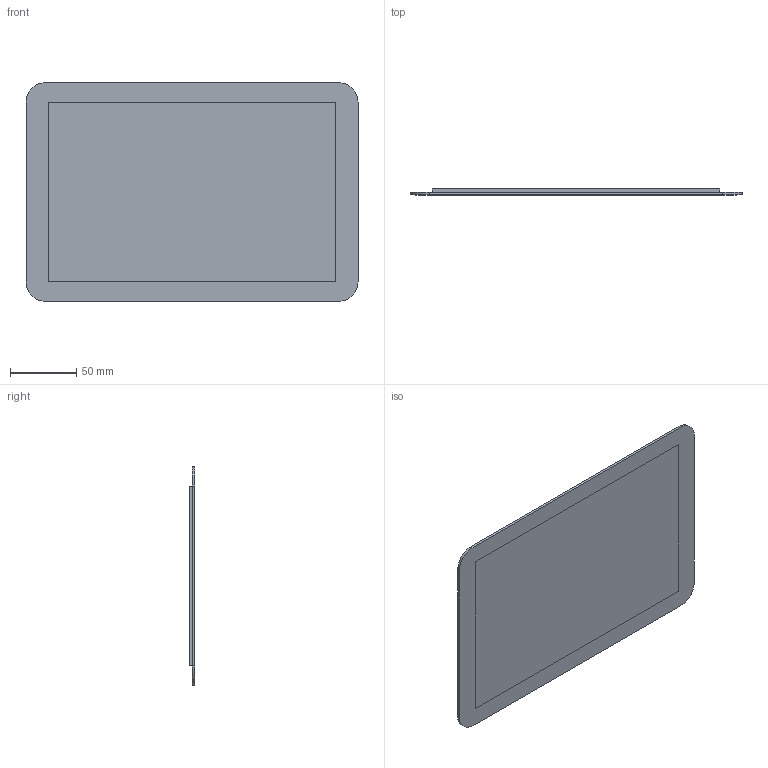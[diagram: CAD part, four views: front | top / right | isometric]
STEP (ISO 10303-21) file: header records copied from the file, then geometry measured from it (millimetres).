
FILE_DESCRIPTION(/* description */ (''),/* implementation_level */ '2;1');
FILE_NAME(/* name */ 'LCD.step',/* time_stamp */ '2021-05-01T21:47:54+02:00',/* author */ (''),/* organization */ (''),/* preprocessor_version */ 'ST-DEVELOPER v18.1',/* originating_system */ 'Autodesk Translation Framework v10.6.0.1341',/* authorisation */ '');
FILE_SCHEMA (('AUTOMOTIVE_DESIGN { 1 0 10303 214 3 1 1 }'));
Length unit declared in the file: millimetre
Products named in the file (4): LCD; outerframe; lcd_1; touchglass
Assembly tree (3 placements, depth 2):
  LCD
    outerframe
    lcd_1
    touchglass
Bounding box: 251.5 x 4.3 x 165.5 mm (x, y, z)
Volume: 148669.4 mm3; surface area: 147913.2 mm2
Topology: 3 solids, 3 shells, 26 faces, 60 edges, 40 vertices
Faces by surface type: plane 22, cylinder 4
Entity records: 875 total; most frequent: DIRECTION 134, CARTESIAN_POINT 133, ORIENTED_EDGE 120, EDGE_CURVE 60, LINE 52, VECTOR 52, AXIS2_PLACEMENT_3D 41, VERTEX_POINT 40
